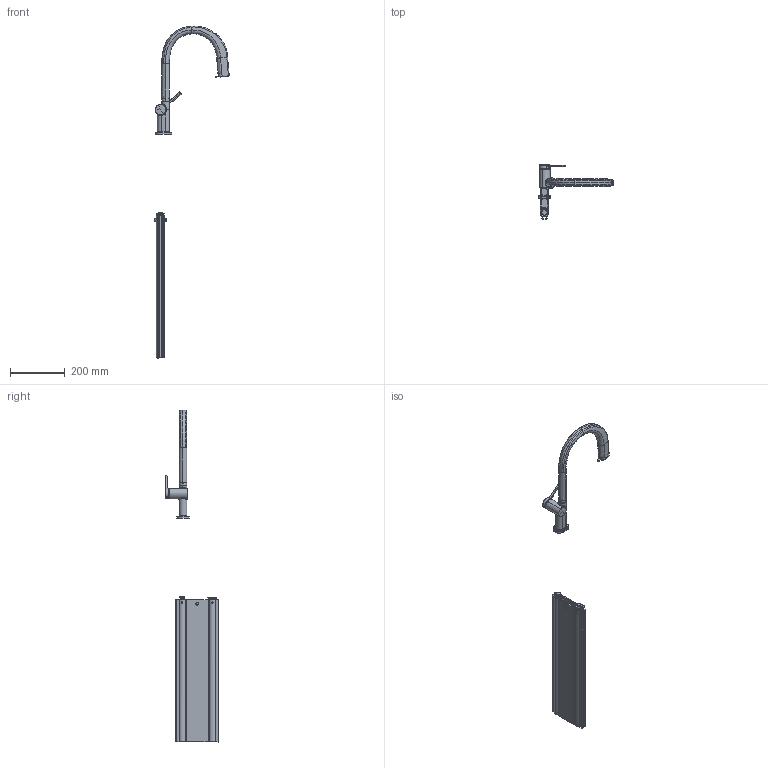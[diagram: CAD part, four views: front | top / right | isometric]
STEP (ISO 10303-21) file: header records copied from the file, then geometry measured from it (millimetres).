
FILE_DESCRIPTION(('CAx-IF Rec.Pracs.---Model Styling and Organization---1.2---2011-12-15','CAx-IF Rec.Pracs.---Geometric and Assembly Validation Properties---4.1---2014-06-16','CAx-IF Rec.Pracs.---PMI Polyline Presentation---2.0---2013-05-24'),'2;1');
FILE_NAME('1000152977_PPR_000.stp','2021-05-07T09:37:11+02:00',(''),(''),'STEP Interface 4.3 by CT CoreTechnologie','3D_Evolution4.3 by CT CoreTechnologie','');
FILE_SCHEMA(('AP203_CONFIGURATION_CONTROLLED_3D_DESIGN_OF_MECHANICAL_PARTS_AND_ASSEMBLIES_MIM_LF'));
Length unit declared in the file: millimetre
Products named in the file (20): P_2 HG 2in1 Filterarmatur210 AZA 1j sBox 1000152977_PPR_000_A0; P_2 Schlauchbox KHM 1000115182_PPR_000_A1; P_2 Profil Schlauchbox K Box 1000115183_PPA_000_A1; Anschlag_Schlauchbox_K_Box 1000094464_PPA_000_A7; Fuehrung_Schlauchbox 1000103004_PPA_000_A2; P_2 Anschluss_Stueck_Schlauchbox_Spuele 1000115186_PPA_000_A0; P_2 HG 2in1 Filterarmatur210 AZA 1j 1000152609_PPR_000_A0; P_2 GK KHM AZA 2in1 1000152450_PPA_000_A0; P_2 AZA KHM 2in1 1000152605_PPR_000_A0; P_2 Gehäuse AZA KHM 2in1 1000152467_PPA_000_A0; P_2 SR_CA-M18,5x1_SC_A-lam_hellblau 1000138145_PPA_000_A0; P_2 Rosette_KHM_M54 1000124710_PPA_000_A0; P_2 Griff_KHM_M54 1000124712_PPA_000_A0; Griffstopfen_KHM_M54 1000132370_PPA_000_A5; P_2 Rohraufnahme KHM AZB Citterio 1000086391_PPA_000_A0; P_2 Strahlregler KHM 2in1 1000152468_PPA_000_A0; P_2 Taste AV 2in1 mech. O-Auslauf 1000152613_PPA_000_A0; P_2 Aufnahme AZA AV mech. KHM 2in1 1000152612_PPA_000_A0; P_2 Ventilgehaeuse AV KHM 2in1 1000152604_PPA_000_A0; P_2 Auslaufrohr O KHM 2in1 1000152618_PPA_000_A0
Assembly tree (20 placements, depth 4):
  P_2 HG 2in1 Filterarmatur210 AZA 1j sBox 1000152977_PPR_000_A0
    P_2 Schlauchbox KHM 1000115182_PPR_000_A1
      P_2 Profil Schlauchbox K Box 1000115183_PPA_000_A1
      Anschlag_Schlauchbox_K_Box 1000094464_PPA_000_A7
      Fuehrung_Schlauchbox 1000103004_PPA_000_A2  x2
      P_2 Anschluss_Stueck_Schlauchbox_Spuele 1000115186_PPA_000_A0
    P_2 HG 2in1 Filterarmatur210 AZA 1j 1000152609_PPR_000_A0
      P_2 GK KHM AZA 2in1 1000152450_PPA_000_A0
      P_2 AZA KHM 2in1 1000152605_PPR_000_A0
        P_2 Gehäuse AZA KHM 2in1 1000152467_PPA_000_A0
        P_2 SR_CA-M18,5x1_SC_A-lam_hellblau 1000138145_PPA_000_A0
      P_2 Rosette_KHM_M54 1000124710_PPA_000_A0
      P_2 Griff_KHM_M54 1000124712_PPA_000_A0
      Griffstopfen_KHM_M54 1000132370_PPA_000_A5
      P_2 Rohraufnahme KHM AZB Citterio 1000086391_PPA_000_A0
      P_2 Strahlregler KHM 2in1 1000152468_PPA_000_A0
      P_2 Taste AV 2in1 mech. O-Auslauf 1000152613_PPA_000_A0
      P_2 Aufnahme AZA AV mech. KHM 2in1 1000152612_PPA_000_A0
      P_2 Ventilgehaeuse AV KHM 2in1 1000152604_PPA_000_A0
      P_2 Auslaufrohr O KHM 2in1 1000152618_PPA_000_A0
Bounding box: 271.99 x 196.78 x 1213.99 mm (x, y, z)
Volume: 2567033.3 mm3; surface area: 352778.9 mm2
Topology: 18 solids, 26 shells, 2058 faces, 5268 edges, 3270 vertices
Faces by surface type: bspline 808, plane 665, cylinder 585
Entity records: 109124 total; most frequent: CARTESIAN_POINT 42587, ORIENTED_EDGE 9664, DIRECTION 9163, EDGE_CURVE 4832, AXIS2_PLACEMENT_3D 3455, VERTEX_POINT 3043, VECTOR 2253, LINE 2253
